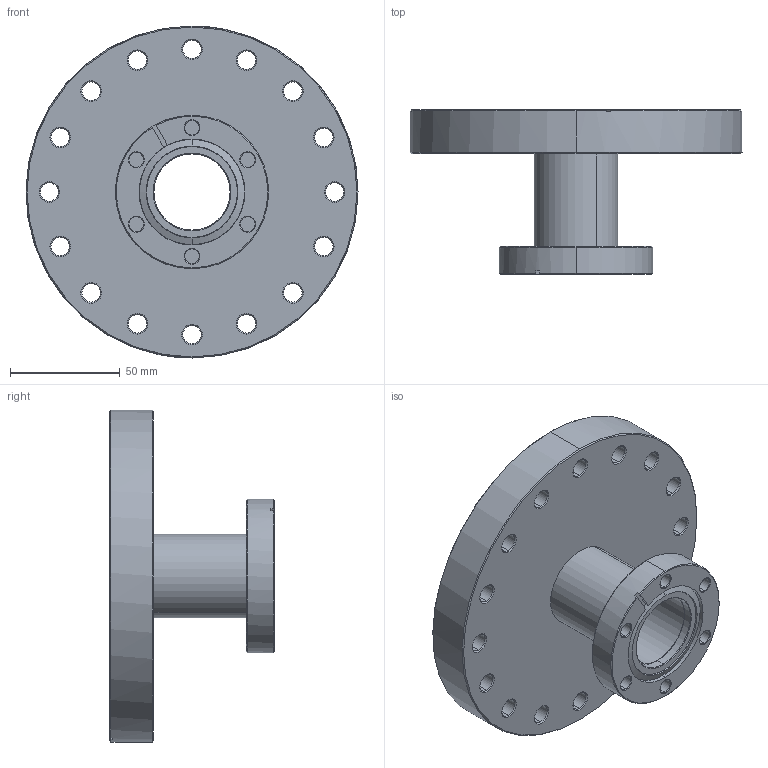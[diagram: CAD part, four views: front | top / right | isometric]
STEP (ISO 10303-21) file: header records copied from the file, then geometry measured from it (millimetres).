
FILE_DESCRIPTION (( 'STEP AP214' ), '1' );
FILE_NAME ('Hositrad_CFA100-38LR.STEP', '2013-03-27T11:07:26', ( '' ), ( '' ), 'SwSTEP 2.0', 'SolidWorks 2013', '' );
FILE_SCHEMA (( 'AUTOMOTIVE_DESIGN' ));
Length unit declared in the file: millimetre
Products named in the file (4): Tube38.1-All_Tube38- L67; NW35CFR-Weld-38.1; NW100CF-hole38.3; Hositrad_CFA100-38LR
Assembly tree (3 placements, depth 2):
  Hositrad_CFA100-38LR
    NW100CF-hole38.3
    NW35CFR-Weld-38.1
    Tube38.1-All_Tube38- L67
Bounding box: 151.6 x 75 x 151.6 mm (x, y, z)
Volume: 349049.5 mm3; surface area: 82601.4 mm2
Topology: 4 solids, 4 shells, 204 faces, 471 edges, 277 vertices
Faces by surface type: cone 112, cylinder 68, plane 22, torus 2
Entity records: 6374 total; most frequent: DIRECTION 1149, CARTESIAN_POINT 976, ORIENTED_EDGE 942, AXIS2_PLACEMENT_3D 474, EDGE_CURVE 471, VERTEX_POINT 277, CIRCLE 264, EDGE_LOOP 258
